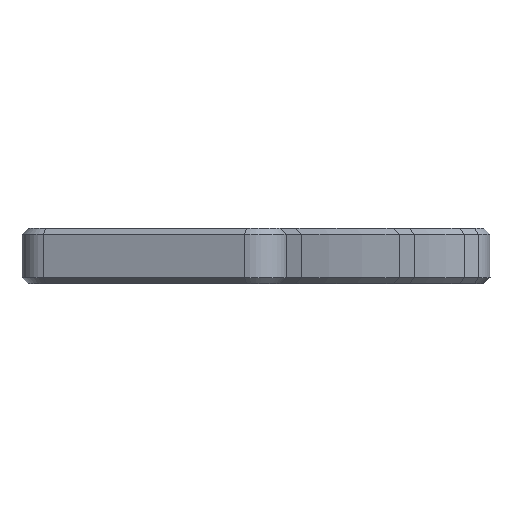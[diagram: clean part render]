
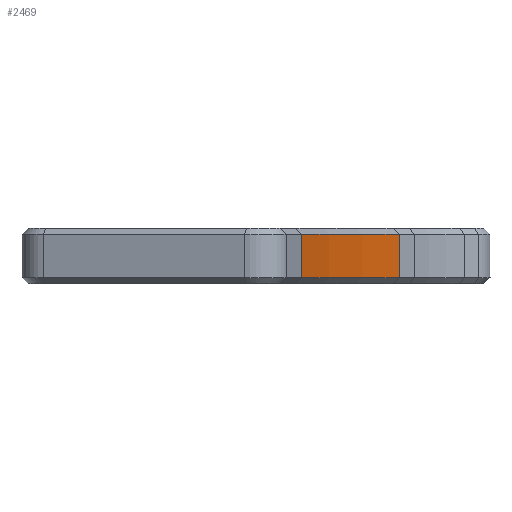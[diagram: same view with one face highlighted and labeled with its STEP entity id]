
A CAD part, left-side view. The second image highlights one B-rep face of the part: STEP entity #2469.
In plain terms, the highlighted cylindrical face has radius 210.62 mm (diameter 421.239 mm), a partial arc.
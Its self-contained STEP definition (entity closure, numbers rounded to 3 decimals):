
#41=CYLINDRICAL_SURFACE('',#2672,210.62);
#99=CIRCLE('',#2599,210.62);
#140=CIRCLE('',#2673,210.62);
#295=FACE_OUTER_BOUND('',#452,.T.);
#452=EDGE_LOOP('',(#1848,#1849,#1850,#1851));
#624=LINE('',#16528,#834);
#629=LINE('',#16555,#839);
#834=VECTOR('',#3057,10.);
#839=VECTOR('',#3084,10.);
#1037=VERTEX_POINT('',#3825);
#1042=VERTEX_POINT('',#3839);
#1102=VERTEX_POINT('',#16527);
#1113=VERTEX_POINT('',#16554);
#1274=EDGE_CURVE('',#1042,#1037,#99,.T.);
#1372=EDGE_CURVE('',#1102,#1037,#624,.T.);
#1385=EDGE_CURVE('',#1113,#1042,#629,.T.);
#1386=EDGE_CURVE('',#1102,#1113,#140,.T.);
#1848=ORIENTED_EDGE('',*,*,#1274,.F.);
#1849=ORIENTED_EDGE('',*,*,#1385,.F.);
#1850=ORIENTED_EDGE('',*,*,#1386,.F.);
#1851=ORIENTED_EDGE('',*,*,#1372,.T.);
#2469=ADVANCED_FACE('',(#295),#41,.F.);
#2599=AXIS2_PLACEMENT_3D('',#3841,#2882,#2883);
#2672=AXIS2_PLACEMENT_3D('',#16553,#3082,#3083);
#2673=AXIS2_PLACEMENT_3D('',#16556,#3085,#3086);
#2882=DIRECTION('center_axis',(0.,0.,1.));
#2883=DIRECTION('ref_axis',(0.574,0.819,0.));
#3057=DIRECTION('',(0.,0.,-1.));
#3082=DIRECTION('center_axis',(0.,0.,-1.));
#3083=DIRECTION('ref_axis',(0.574,0.819,0.));
#3084=DIRECTION('',(0.,0.,-1.));
#3085=DIRECTION('center_axis',(0.,0.,-1.));
#3086=DIRECTION('ref_axis',(0.574,0.819,0.));
#3825=CARTESIAN_POINT('',(-100.056,3.106,-9.1));
#3839=CARTESIAN_POINT('',(-55.256,-20.829,-9.1));
#3841=CARTESIAN_POINT('Origin',(-176.182,-193.275,-9.1));
#16527=CARTESIAN_POINT('',(-100.056,3.106,1.5));
#16528=CARTESIAN_POINT('',(-100.056,3.106,3.));
#16553=CARTESIAN_POINT('Origin',(-176.182,-193.275,3.));
#16554=CARTESIAN_POINT('',(-55.256,-20.829,1.5));
#16555=CARTESIAN_POINT('',(-55.256,-20.829,3.));
#16556=CARTESIAN_POINT('Origin',(-176.182,-193.275,1.5));
